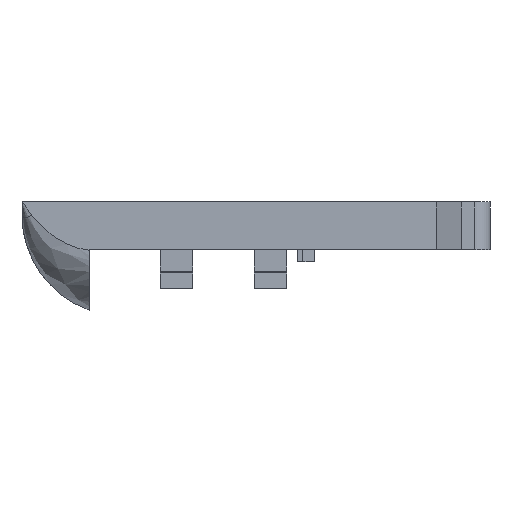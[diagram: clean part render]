
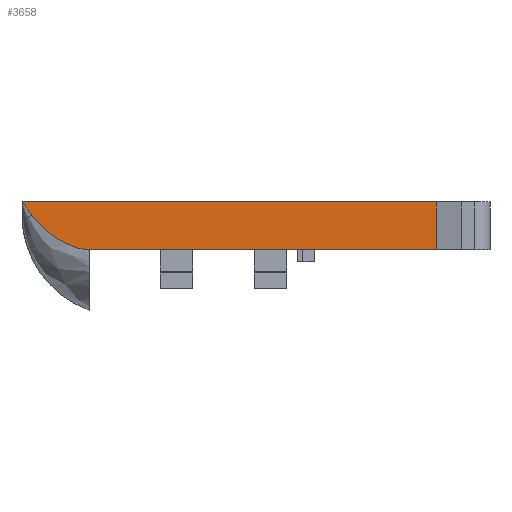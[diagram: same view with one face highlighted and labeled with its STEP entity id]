
A CAD part, left-side view. The second image highlights one B-rep face of the part: STEP entity #3658.
In plain terms, the highlighted planar face has unit normal (-1, 0, 0).
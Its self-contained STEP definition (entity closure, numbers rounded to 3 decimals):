
#20=B_SPLINE_CURVE_WITH_KNOTS('',3,(#5983,#5984,#5985,#5986,#5987,#5988,
#5989),.UNSPECIFIED.,.F.,.F.,(4,1,1,1,4),(0.388,0.462,
0.693,1.154,1.616),.UNSPECIFIED.);
#23=B_SPLINE_CURVE_WITH_KNOTS('',3,(#6054,#6055,#6056,#6057,#6058,#6059),
 .UNSPECIFIED.,.F.,.F.,(4,1,1,4),(1.616,1.676,1.766,
1.9),.UNSPECIFIED.);
#333=FACE_OUTER_BOUND('',#526,.T.);
#526=EDGE_LOOP('',(#3137,#3138,#3139,#3140,#3141,#3142));
#691=LINE('',#5292,#1116);
#813=LINE('',#5594,#1238);
#947=LINE('',#6116,#1372);
#948=LINE('',#6117,#1373);
#1116=VECTOR('',#4233,1000.);
#1238=VECTOR('',#4479,1000.);
#1372=VECTOR('',#4837,10.);
#1373=VECTOR('',#4838,1000.);
#1516=VERTEX_POINT('',#5209);
#1557=VERTEX_POINT('',#5290);
#1675=VERTEX_POINT('',#5592);
#1740=VERTEX_POINT('',#5969);
#1741=VERTEX_POINT('',#5982);
#1743=VERTEX_POINT('',#6053);
#1933=EDGE_CURVE('',#1557,#1516,#691,.T.);
#2089=EDGE_CURVE('',#1557,#1675,#813,.T.);
#2230=EDGE_CURVE('',#1740,#1741,#20,.T.);
#2233=EDGE_CURVE('',#1741,#1743,#23,.T.);
#2259=EDGE_CURVE('',#1740,#1516,#947,.T.);
#2260=EDGE_CURVE('',#1675,#1743,#948,.T.);
#3137=ORIENTED_EDGE('',*,*,#2230,.F.);
#3138=ORIENTED_EDGE('',*,*,#2259,.T.);
#3139=ORIENTED_EDGE('',*,*,#1933,.F.);
#3140=ORIENTED_EDGE('',*,*,#2089,.T.);
#3141=ORIENTED_EDGE('',*,*,#2260,.T.);
#3142=ORIENTED_EDGE('',*,*,#2233,.F.);
#3484=PLANE('',#3953);
#3658=ADVANCED_FACE('',(#333),#3484,.F.);
#3953=AXIS2_PLACEMENT_3D('',#6115,#4835,#4836);
#4233=DIRECTION('',(0.,1.,0.));
#4479=DIRECTION('',(0.,0.,1.));
#4835=DIRECTION('center_axis',(1.,0.,0.));
#4836=DIRECTION('ref_axis',(0.,0.,-1.));
#4837=DIRECTION('',(0.,0.,1.));
#4838=DIRECTION('',(0.,1.,0.));
#5209=CARTESIAN_POINT('',(-13.325,80.362,-6.));
#5290=CARTESIAN_POINT('',(-13.325,28.7,-6.));
#5292=CARTESIAN_POINT('',(-13.325,59.031,-6.));
#5592=CARTESIAN_POINT('',(-13.325,28.7,1.1));
#5594=CARTESIAN_POINT('',(-13.325,28.7,-6.));
#5969=CARTESIAN_POINT('',(-13.325,80.362,-6.096));
#5982=CARTESIAN_POINT('',(-13.325,88.903,-0.858));
#5983=CARTESIAN_POINT('Ctrl Pts',(-13.325,80.361,-6.095));
#5984=CARTESIAN_POINT('Ctrl Pts',(-13.325,80.565,-6.075));
#5985=CARTESIAN_POINT('Ctrl Pts',(-13.325,81.404,-5.963));
#5986=CARTESIAN_POINT('Ctrl Pts',(-13.325,83.469,-5.404));
#5987=CARTESIAN_POINT('Ctrl Pts',(-13.325,86.29,-3.795));
#5988=CARTESIAN_POINT('Ctrl Pts',(-13.325,88.114,-1.889));
#5989=CARTESIAN_POINT('Ctrl Pts',(-13.325,88.903,-0.858));
#6053=CARTESIAN_POINT('',(-13.325,90.362,1.1));
#6054=CARTESIAN_POINT('Ctrl Pts',(-13.325,88.903,-0.858));
#6055=CARTESIAN_POINT('Ctrl Pts',(-13.325,89.007,-0.723));
#6056=CARTESIAN_POINT('Ctrl Pts',(-13.325,89.263,-0.377));
#6057=CARTESIAN_POINT('Ctrl Pts',(-13.325,89.749,0.277));
#6058=CARTESIAN_POINT('Ctrl Pts',(-13.325,90.132,0.791));
#6059=CARTESIAN_POINT('Ctrl Pts',(-13.325,90.362,1.1));
#6115=CARTESIAN_POINT('Origin',(-13.325,59.031,-6.));
#6116=CARTESIAN_POINT('',(-13.325,80.362,-8.25));
#6117=CARTESIAN_POINT('',(-13.325,59.431,1.1));
